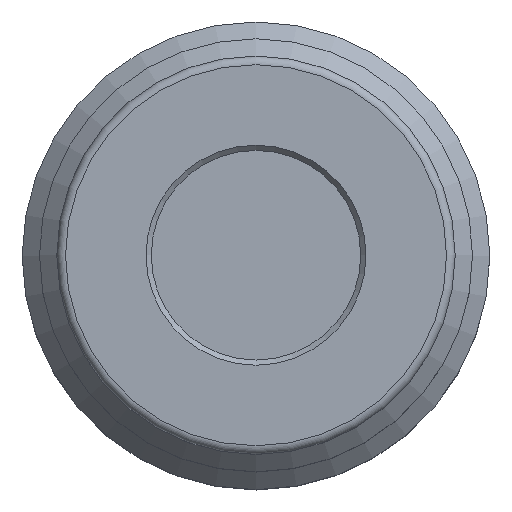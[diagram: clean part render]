
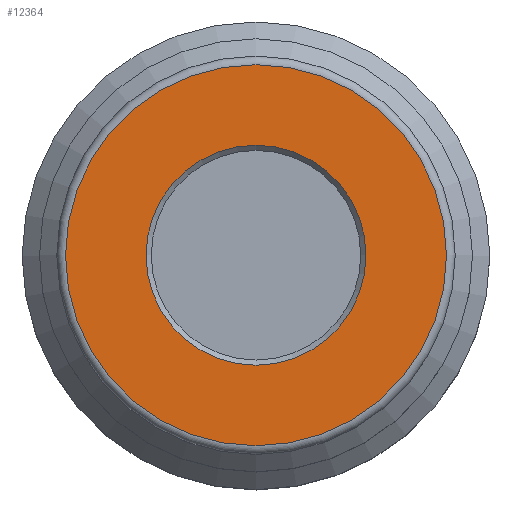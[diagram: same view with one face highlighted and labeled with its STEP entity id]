
A CAD part, top view. The second image highlights one B-rep face of the part: STEP entity #12364.
In plain terms, the highlighted planar face has unit normal (0, 0, 1).
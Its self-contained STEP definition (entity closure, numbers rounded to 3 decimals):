
#1092=FACE_BOUND($,#3614,.T.);
#2925=FACE_OUTER_BOUND($,#3613,.T.);
#3613=EDGE_LOOP($,(#7882));
#3614=EDGE_LOOP($,(#7883));
#4378=CIRCLE($,#13107,11.);
#4379=CIRCLE($,#13108,6.35);
#4659=VERTEX_POINT($,#16207);
#4660=VERTEX_POINT($,#16209);
#5932=EDGE_CURVE($,#4659,#4659,#4378,.T.);
#5933=EDGE_CURVE($,#4660,#4660,#4379,.T.);
#7882=ORIENTED_EDGE($,*,*,#5932,.T.);
#7883=ORIENTED_EDGE($,*,*,#5933,.F.);
#11334=PLANE($,#13106);
#12364=ADVANCED_FACE($,(#2925,#1092),#11334,.T.);
#13106=AXIS2_PLACEMENT_3D($,#16206,#13910,#13911);
#13107=AXIS2_PLACEMENT_3D($,#16208,#13912,#13913);
#13108=AXIS2_PLACEMENT_3D($,#16210,#13914,#13915);
#13910=DIRECTION('center_axis',(0.,0.,1.));
#13911=DIRECTION('ref_axis',(1.,0.,0.));
#13912=DIRECTION('center_axis',(0.,0.,1.));
#13913=DIRECTION('ref_axis',(-1.,0.,0.));
#13914=DIRECTION('center_axis',(0.,0.,1.));
#13915=DIRECTION('ref_axis',(1.,0.,0.));
#16206=CARTESIAN_POINT('Origin',(0.,-6.35,17.75));
#16207=CARTESIAN_POINT('',(0.,-11.,17.75));
#16208=CARTESIAN_POINT('Origin',(0.,0.,17.75));
#16209=CARTESIAN_POINT('',(0.,-6.35,17.75));
#16210=CARTESIAN_POINT('Origin',(0.,0.,17.75));
